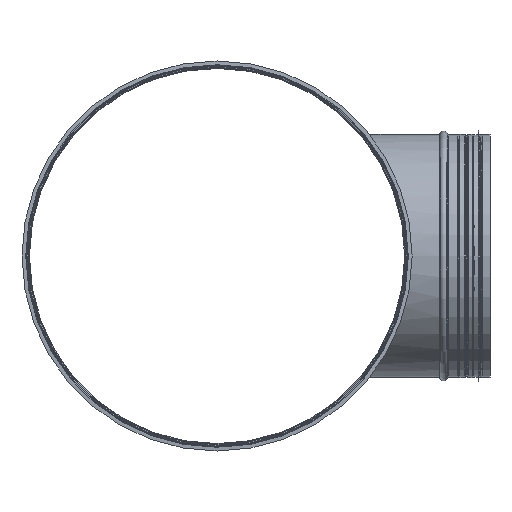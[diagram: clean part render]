
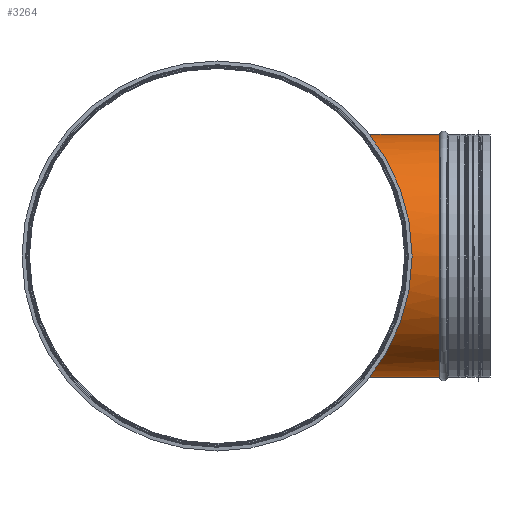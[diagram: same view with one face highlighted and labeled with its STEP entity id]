
A CAD part, front view. The second image highlights one B-rep face of the part: STEP entity #3264.
In plain terms, the highlighted cylindrical face has radius 201 mm (diameter 402 mm), a partial arc.
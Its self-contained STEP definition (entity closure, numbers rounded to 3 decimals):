
#101=B_SPLINE_CURVE_WITH_KNOTS('',3,(#6257,#6258,#6259,#6260,#6261,#6262,
#6263,#6264,#6265,#6266,#6267,#6268,#6269,#6270,#6271,#6272,#6273,#6274,
#6275,#6276,#6277,#6278,#6279,#6280,#6281,#6282,#6283,#6284,#6285,#6286,
#6287,#6288,#6289,#6290,#6291,#6292,#6293,#6294,#6295,#6296,#6297,#6298,
#6299,#6300,#6301,#6302),.UNSPECIFIED.,.F.,.F.,(4,3,3,3,3,3,3,3,3,3,3,3,
3,3,3,4),(0.,5.019,8.865,16.338,21.335,
27.355,30.123,32.361,34.573,37.513,
40.707,45.34,52.683,59.013,61.921,
65.322),.UNSPECIFIED.);
#104=B_SPLINE_CURVE_WITH_KNOTS('',3,(#6521,#6522,#6523,#6524,#6525,#6526,
#6527,#6528,#6529,#6530,#6531,#6532,#6533,#6534,#6535,#6536,#6537,#6538,
#6539,#6540,#6541,#6542,#6543,#6544,#6545,#6546,#6547,#6548,#6549,#6550,
#6551,#6552,#6553,#6554,#6555,#6556,#6557,#6558,#6559,#6560,#6561,#6562,
#6563,#6564,#6565,#6566,#6567,#6568,#6569),.UNSPECIFIED.,.F.,.F.,(4,3,3,
3,3,3,3,3,3,3,3,3,3,3,3,3,4),(65.322,67.655,71.748,
75.012,82.442,87.739,92.073,95.334,
98.449,101.235,103.504,109.829,117.319,
122.258,125.904,129.207,130.528),
 .UNSPECIFIED.);
#119=CYLINDRICAL_SURFACE('',#3599,201.);
#331=FACE_OUTER_BOUND('',#560,.T.);
#560=EDGE_LOOP('',(#2408,#2409,#2410,#2411,#2412));
#821=CIRCLE('',#3600,201.);
#1048=LINE('',#6572,#1235);
#1049=LINE('',#6575,#1236);
#1235=VECTOR('',#4376,51.172);
#1236=VECTOR('',#4379,51.172);
#1427=VERTEX_POINT('',#6255);
#1428=VERTEX_POINT('',#6256);
#1432=VERTEX_POINT('',#6519);
#1433=VERTEX_POINT('',#6571);
#1434=VERTEX_POINT('',#6573);
#1766=EDGE_CURVE('',#1427,#1428,#101,.T.);
#1771=EDGE_CURVE('',#1428,#1432,#104,.T.);
#1772=EDGE_CURVE('',#1432,#1433,#1048,.T.);
#1773=EDGE_CURVE('',#1434,#1433,#821,.T.);
#1774=EDGE_CURVE('',#1427,#1434,#1049,.T.);
#2408=ORIENTED_EDGE('',*,*,#1766,.T.);
#2409=ORIENTED_EDGE('',*,*,#1771,.T.);
#2410=ORIENTED_EDGE('',*,*,#1772,.T.);
#2411=ORIENTED_EDGE('',*,*,#1773,.F.);
#2412=ORIENTED_EDGE('',*,*,#1774,.F.);
#3264=ADVANCED_FACE('',(#331),#119,.T.);
#3599=AXIS2_PLACEMENT_3D('',#6570,#4374,#4375);
#3600=AXIS2_PLACEMENT_3D('',#6574,#4377,#4378);
#4374=DIRECTION('center_axis',(0.,-1.,0.));
#4375=DIRECTION('ref_axis',(-1.,0.,0.));
#4376=DIRECTION('',(0.,-1.,0.));
#4377=DIRECTION('center_axis',(0.,-1.,0.));
#4378=DIRECTION('ref_axis',(-1.,0.,0.));
#4379=DIRECTION('',(0.,-1.,0.));
#6255=CARTESIAN_POINT('',(-201.,135.,0.));
#6256=CARTESIAN_POINT('',(201.,135.,0.));
#6257=CARTESIAN_POINT('Ctrl Pts',(-201.,135.,0.));
#6258=CARTESIAN_POINT('Ctrl Pts',(-201.,135.,-16.729));
#6259=CARTESIAN_POINT('Ctrl Pts',(-198.917,136.33,-33.205));
#6260=CARTESIAN_POINT('Ctrl Pts',(-194.903,138.823,-49.13));
#6261=CARTESIAN_POINT('Ctrl Pts',(-191.827,140.734,-61.334));
#6262=CARTESIAN_POINT('Ctrl Pts',(-187.589,143.343,-73.248));
#6263=CARTESIAN_POINT('Ctrl Pts',(-182.374,146.45,-84.503));
#6264=CARTESIAN_POINT('Ctrl Pts',(-172.241,152.487,-106.373));
#6265=CARTESIAN_POINT('Ctrl Pts',(-158.412,160.451,-125.936));
#6266=CARTESIAN_POINT('Ctrl Pts',(-141.737,168.78,-142.519));
#6267=CARTESIAN_POINT('Ctrl Pts',(-130.589,174.349,-153.606));
#6268=CARTESIAN_POINT('Ctrl Pts',(-118.188,180.06,-163.343));
#6269=CARTESIAN_POINT('Ctrl Pts',(-104.736,185.331,-171.555));
#6270=CARTESIAN_POINT('Ctrl Pts',(-88.529,191.683,-181.45));
#6271=CARTESIAN_POINT('Ctrl Pts',(-70.728,197.411,-189.165));
#6272=CARTESIAN_POINT('Ctrl Pts',(-51.769,201.315,-194.219));
#6273=CARTESIAN_POINT('Ctrl Pts',(-43.054,203.109,-196.542));
#6274=CARTESIAN_POINT('Ctrl Pts',(-34.095,204.514,-198.297));
#6275=CARTESIAN_POINT('Ctrl Pts',(-25.054,205.43,-199.432));
#6276=CARTESIAN_POINT('Ctrl Pts',(-17.741,206.171,-200.351));
#6277=CARTESIAN_POINT('Ctrl Pts',(-10.352,206.597,-200.871));
#6278=CARTESIAN_POINT('Ctrl Pts',(-2.904,206.685,-200.979));
#6279=CARTESIAN_POINT('Ctrl Pts',(4.452,206.772,-201.085));
#6280=CARTESIAN_POINT('Ctrl Pts',(11.779,206.526,-200.786));
#6281=CARTESIAN_POINT('Ctrl Pts',(19.019,205.968,-200.098));
#6282=CARTESIAN_POINT('Ctrl Pts',(28.647,205.226,-199.183));
#6283=CARTESIAN_POINT('Ctrl Pts',(38.145,203.932,-197.581));
#6284=CARTESIAN_POINT('Ctrl Pts',(47.477,202.163,-195.312));
#6285=CARTESIAN_POINT('Ctrl Pts',(57.612,200.243,-192.849));
#6286=CARTESIAN_POINT('Ctrl Pts',(67.471,197.778,-189.614));
#6287=CARTESIAN_POINT('Ctrl Pts',(76.926,194.955,-185.697));
#6288=CARTESIAN_POINT('Ctrl Pts',(90.642,190.861,-180.015));
#6289=CARTESIAN_POINT('Ctrl Pts',(103.534,186.019,-172.899));
#6290=CARTESIAN_POINT('Ctrl Pts',(115.46,180.95,-164.53));
#6291=CARTESIAN_POINT('Ctrl Pts',(134.359,172.916,-151.267));
#6292=CARTESIAN_POINT('Ctrl Pts',(150.927,164.295,-134.773));
#6293=CARTESIAN_POINT('Ctrl Pts',(164.331,156.845,-115.743));
#6294=CARTESIAN_POINT('Ctrl Pts',(175.886,150.423,-99.336));
#6295=CARTESIAN_POINT('Ctrl Pts',(185.105,144.855,-81.038));
#6296=CARTESIAN_POINT('Ctrl Pts',(191.428,140.97,-61.288));
#6297=CARTESIAN_POINT('Ctrl Pts',(194.332,139.186,-52.217));
#6298=CARTESIAN_POINT('Ctrl Pts',(196.595,137.772,-42.925));
#6299=CARTESIAN_POINT('Ctrl Pts',(198.187,136.773,-33.51));
#6300=CARTESIAN_POINT('Ctrl Pts',(200.05,135.604,-22.494));
#6301=CARTESIAN_POINT('Ctrl Pts',(201.,135.,-11.292));
#6302=CARTESIAN_POINT('Ctrl Pts',(201.,135.,0.));
#6519=CARTESIAN_POINT('',(-201.,135.,0.351));
#6521=CARTESIAN_POINT('Ctrl Pts',(201.,135.,0.));
#6522=CARTESIAN_POINT('Ctrl Pts',(201.,135.,7.744));
#6523=CARTESIAN_POINT('Ctrl Pts',(200.547,135.287,15.531));
#6524=CARTESIAN_POINT('Ctrl Pts',(199.658,135.848,23.186));
#6525=CARTESIAN_POINT('Ctrl Pts',(198.098,136.831,36.618));
#6526=CARTESIAN_POINT('Ctrl Pts',(195.201,138.655,49.755));
#6527=CARTESIAN_POINT('Ctrl Pts',(191.056,141.199,62.439));
#6528=CARTESIAN_POINT('Ctrl Pts',(187.751,143.227,72.553));
#6529=CARTESIAN_POINT('Ctrl Pts',(183.641,145.717,82.383));
#6530=CARTESIAN_POINT('Ctrl Pts',(178.854,148.534,91.717));
#6531=CARTESIAN_POINT('Ctrl Pts',(167.958,154.944,112.966));
#6532=CARTESIAN_POINT('Ctrl Pts',(153.52,163.103,131.823));
#6533=CARTESIAN_POINT('Ctrl Pts',(136.373,171.421,147.66));
#6534=CARTESIAN_POINT('Ctrl Pts',(124.15,177.351,158.948));
#6535=CARTESIAN_POINT('Ctrl Pts',(110.558,183.349,168.703));
#6536=CARTESIAN_POINT('Ctrl Pts',(95.772,188.715,176.717));
#6537=CARTESIAN_POINT('Ctrl Pts',(83.671,193.107,183.275));
#6538=CARTESIAN_POINT('Ctrl Pts',(70.788,197.059,188.65));
#6539=CARTESIAN_POINT('Ctrl Pts',(57.28,200.122,192.666));
#6540=CARTESIAN_POINT('Ctrl Pts',(47.117,202.427,195.687));
#6541=CARTESIAN_POINT('Ctrl Pts',(36.649,204.213,197.922));
#6542=CARTESIAN_POINT('Ctrl Pts',(25.998,205.332,199.312));
#6543=CARTESIAN_POINT('Ctrl Pts',(15.825,206.401,200.639));
#6544=CARTESIAN_POINT('Ctrl Pts',(5.408,206.857,201.191));
#6545=CARTESIAN_POINT('Ctrl Pts',(-4.879,206.654,200.941));
#6546=CARTESIAN_POINT('Ctrl Pts',(-14.083,206.471,200.717));
#6547=CARTESIAN_POINT('Ctrl Pts',(-23.223,205.771,199.864));
#6548=CARTESIAN_POINT('Ctrl Pts',(-32.275,204.594,198.392));
#6549=CARTESIAN_POINT('Ctrl Pts',(-39.644,203.636,197.193));
#6550=CARTESIAN_POINT('Ctrl Pts',(-46.938,202.361,195.582));
#6551=CARTESIAN_POINT('Ctrl Pts',(-54.041,200.837,193.599));
#6552=CARTESIAN_POINT('Ctrl Pts',(-73.839,196.589,188.073));
#6553=CARTESIAN_POINT('Ctrl Pts',(-92.327,190.393,179.651));
#6554=CARTESIAN_POINT('Ctrl Pts',(-109.078,183.6,168.828));
#6555=CARTESIAN_POINT('Ctrl Pts',(-128.915,175.556,156.012));
#6556=CARTESIAN_POINT('Ctrl Pts',(-146.365,166.689,139.79));
#6557=CARTESIAN_POINT('Ctrl Pts',(-160.628,158.887,120.829));
#6558=CARTESIAN_POINT('Ctrl Pts',(-170.033,153.742,108.326));
#6559=CARTESIAN_POINT('Ctrl Pts',(-178.052,149.048,94.629));
#6560=CARTESIAN_POINT('Ctrl Pts',(-184.42,145.226,79.94));
#6561=CARTESIAN_POINT('Ctrl Pts',(-189.121,142.405,69.095));
#6562=CARTESIAN_POINT('Ctrl Pts',(-192.912,140.064,57.71));
#6563=CARTESIAN_POINT('Ctrl Pts',(-195.665,138.349,46.002));
#6564=CARTESIAN_POINT('Ctrl Pts',(-198.158,136.797,35.397));
#6565=CARTESIAN_POINT('Ctrl Pts',(-199.803,135.757,24.501));
#6566=CARTESIAN_POINT('Ctrl Pts',(-200.543,135.289,13.541));
#6567=CARTESIAN_POINT('Ctrl Pts',(-200.839,135.102,9.158));
#6568=CARTESIAN_POINT('Ctrl Pts',(-200.992,135.005,4.759));
#6569=CARTESIAN_POINT('Ctrl Pts',(-201.,135.,0.351));
#6570=CARTESIAN_POINT('Origin',(0.,219.968,0.));
#6571=CARTESIAN_POINT('',(-201.,83.828,0.351));
#6572=CARTESIAN_POINT('',(-201.,451.,0.351));
#6573=CARTESIAN_POINT('',(-201.,83.828,0.));
#6574=CARTESIAN_POINT('Origin',(0.,83.828,0.));
#6575=CARTESIAN_POINT('',(-201.,451.,0.));
